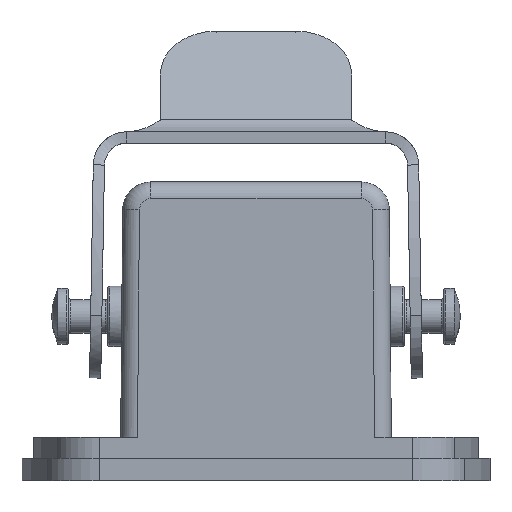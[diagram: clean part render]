
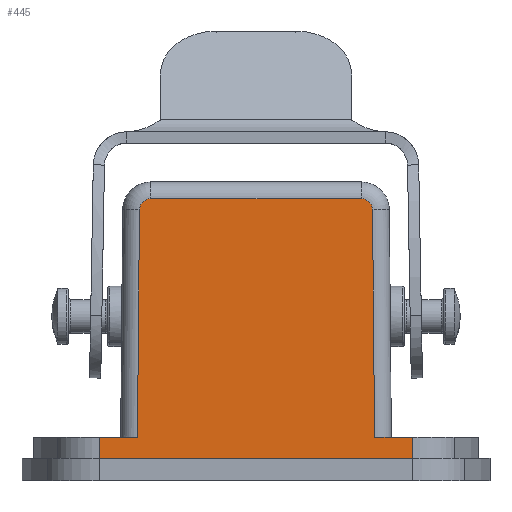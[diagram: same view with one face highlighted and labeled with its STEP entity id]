
A CAD part, left-side view. The second image highlights one B-rep face of the part: STEP entity #445.
In plain terms, the highlighted planar face has unit normal (-1, 0, 0).
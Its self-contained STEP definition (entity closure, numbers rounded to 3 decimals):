
#317=AXIS2_PLACEMENT_3D('Circle Axis2P3D',#315,#316,$) ;
#350=AXIS2_PLACEMENT_3D('Circle Axis2P3D',#348,#349,$) ;
#368=AXIS2_PLACEMENT_3D('Plane Axis2P3D',#365,#366,#367) ;
#167=CARTESIAN_POINT('Vertex',(1.,30.412,25.2)) ;
#170=CARTESIAN_POINT('Line Origine',(1.,21.,25.2)) ;
#174=CARTESIAN_POINT('Vertex',(1.,11.588,25.2)) ;
#315=CARTESIAN_POINT('Axis2P3D Location',(1.,11.588,24.2)) ;
#319=CARTESIAN_POINT('Vertex',(1.,10.588,24.209)) ;
#345=CARTESIAN_POINT('Vertex',(1.,31.412,24.209)) ;
#348=CARTESIAN_POINT('Axis2P3D Location',(1.,30.412,24.2)) ;
#365=CARTESIAN_POINT('Axis2P3D Location',(1.,21.,14.7)) ;
#370=CARTESIAN_POINT('Line Origine',(1.,21.,2.)) ;
#374=CARTESIAN_POINT('Vertex',(1.,7.,2.)) ;
#376=CARTESIAN_POINT('Vertex',(1.,35.,2.)) ;
#379=CARTESIAN_POINT('Line Origine',(1.,7.,2.95)) ;
#383=CARTESIAN_POINT('Vertex',(1.,7.,3.9)) ;
#386=CARTESIAN_POINT('Line Origine',(1.,7.955,3.9)) ;
#390=CARTESIAN_POINT('Vertex',(1.,8.91,3.9)) ;
#393=CARTESIAN_POINT('Line Origine',(1.,9.661,3.9)) ;
#397=CARTESIAN_POINT('Vertex',(1.,10.411,3.9)) ;
#400=CARTESIAN_POINT('Line Origine',(1.,10.499,14.054)) ;
#405=CARTESIAN_POINT('Line Origine',(1.,31.501,14.054)) ;
#409=CARTESIAN_POINT('Vertex',(1.,31.589,3.9)) ;
#412=CARTESIAN_POINT('Line Origine',(1.,32.339,3.9)) ;
#416=CARTESIAN_POINT('Vertex',(1.,33.09,3.9)) ;
#419=CARTESIAN_POINT('Line Origine',(1.,34.045,3.9)) ;
#423=CARTESIAN_POINT('Vertex',(1.,35.,3.9)) ;
#426=CARTESIAN_POINT('Line Origine',(1.,35.,2.95)) ;
#171=DIRECTION('Vector Direction',(0.,1.,0.)) ;
#316=DIRECTION('Axis2P3D Direction',(1.,0.,0.)) ;
#349=DIRECTION('Axis2P3D Direction',(1.,0.,0.)) ;
#366=DIRECTION('Axis2P3D Direction',(1.,0.,0.)) ;
#367=DIRECTION('Axis2P3D XDirection',(0.,1.,0.)) ;
#371=DIRECTION('Vector Direction',(0.,-1.,0.)) ;
#380=DIRECTION('Vector Direction',(0.,0.,-1.)) ;
#387=DIRECTION('Vector Direction',(0.,-1.,0.)) ;
#394=DIRECTION('Vector Direction',(0.,1.,0.)) ;
#401=DIRECTION('Vector Direction',(0.,-0.009,-1.)) ;
#406=DIRECTION('Vector Direction',(0.,-0.009,1.)) ;
#413=DIRECTION('Vector Direction',(0.,1.,0.)) ;
#420=DIRECTION('Vector Direction',(0.,-1.,0.)) ;
#427=DIRECTION('Vector Direction',(0.,0.,-1.)) ;
#172=VECTOR('Line Direction',#171,1.) ;
#372=VECTOR('Line Direction',#371,1.) ;
#381=VECTOR('Line Direction',#380,1.) ;
#388=VECTOR('Line Direction',#387,1.) ;
#395=VECTOR('Line Direction',#394,1.) ;
#402=VECTOR('Line Direction',#401,1.) ;
#407=VECTOR('Line Direction',#406,1.) ;
#414=VECTOR('Line Direction',#413,1.) ;
#421=VECTOR('Line Direction',#420,1.) ;
#428=VECTOR('Line Direction',#427,1.) ;
#432=ORIENTED_EDGE('',*,*,#378,.F.) ;
#433=ORIENTED_EDGE('',*,*,#385,.F.) ;
#434=ORIENTED_EDGE('',*,*,#392,.T.) ;
#435=ORIENTED_EDGE('',*,*,#399,.F.) ;
#436=ORIENTED_EDGE('',*,*,#404,.F.) ;
#437=ORIENTED_EDGE('',*,*,#321,.F.) ;
#438=ORIENTED_EDGE('',*,*,#176,.F.) ;
#439=ORIENTED_EDGE('',*,*,#352,.F.) ;
#440=ORIENTED_EDGE('',*,*,#411,.F.) ;
#441=ORIENTED_EDGE('',*,*,#418,.F.) ;
#442=ORIENTED_EDGE('',*,*,#425,.T.) ;
#443=ORIENTED_EDGE('',*,*,#430,.T.) ;
#445=ADVANCED_FACE('Hauptk\X2\00F6\X0\rper',(#444),#369,.F.) ;
#318=CIRCLE('generated circle',#317,1.) ;
#351=CIRCLE('generated circle',#350,1.) ;
#176=EDGE_CURVE('',#168,#175,#173,.F.) ;
#321=EDGE_CURVE('',#175,#320,#318,.T.) ;
#352=EDGE_CURVE('',#346,#168,#351,.T.) ;
#378=EDGE_CURVE('',#375,#377,#373,.F.) ;
#385=EDGE_CURVE('',#384,#375,#382,.T.) ;
#392=EDGE_CURVE('',#384,#391,#389,.F.) ;
#399=EDGE_CURVE('',#398,#391,#396,.F.) ;
#404=EDGE_CURVE('',#320,#398,#403,.T.) ;
#411=EDGE_CURVE('',#410,#346,#408,.T.) ;
#418=EDGE_CURVE('',#417,#410,#415,.F.) ;
#425=EDGE_CURVE('',#417,#424,#422,.F.) ;
#430=EDGE_CURVE('',#424,#377,#429,.T.) ;
#431=EDGE_LOOP('',(#432,#433,#434,#435,#436,#437,#438,#439,#440,#441,#442,#443)) ;
#444=FACE_OUTER_BOUND('',#431,.T.) ;
#173=LINE('Line',#170,#172) ;
#373=LINE('Line',#370,#372) ;
#382=LINE('Line',#379,#381) ;
#389=LINE('Line',#386,#388) ;
#396=LINE('Line',#393,#395) ;
#403=LINE('Line',#400,#402) ;
#408=LINE('Line',#405,#407) ;
#415=LINE('Line',#412,#414) ;
#422=LINE('Line',#419,#421) ;
#429=LINE('Line',#426,#428) ;
#369=PLANE('',#368) ;
#168=VERTEX_POINT('',#167) ;
#175=VERTEX_POINT('',#174) ;
#320=VERTEX_POINT('',#319) ;
#346=VERTEX_POINT('',#345) ;
#375=VERTEX_POINT('',#374) ;
#377=VERTEX_POINT('',#376) ;
#384=VERTEX_POINT('',#383) ;
#391=VERTEX_POINT('',#390) ;
#398=VERTEX_POINT('',#397) ;
#410=VERTEX_POINT('',#409) ;
#417=VERTEX_POINT('',#416) ;
#424=VERTEX_POINT('',#423) ;
